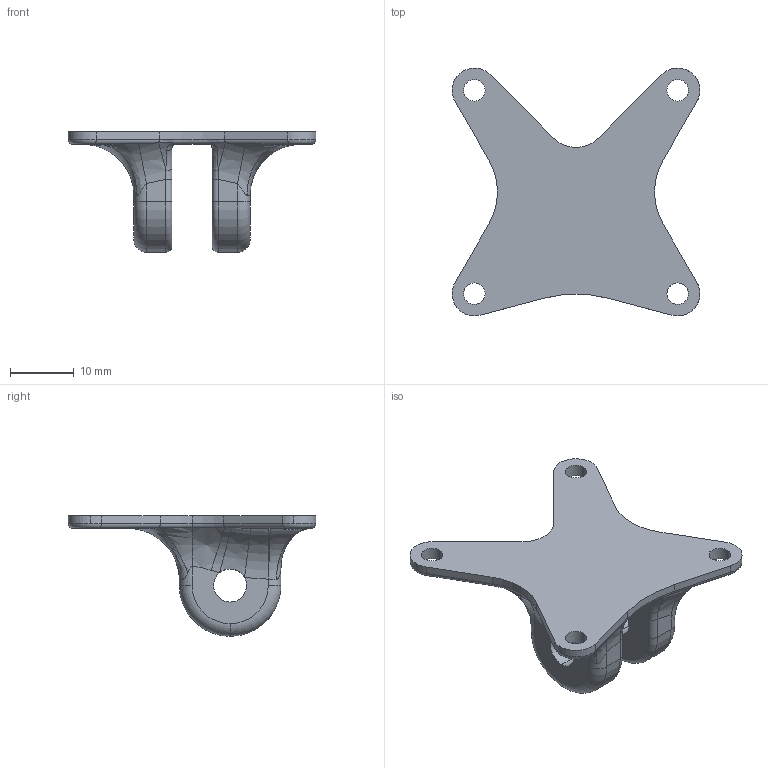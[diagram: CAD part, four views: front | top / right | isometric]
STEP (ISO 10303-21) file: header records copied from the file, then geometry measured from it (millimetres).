
FILE_DESCRIPTION (( 'STEP AP203' ), '1' );
FILE_NAME ('indicator_mount_plunger_typ.STEP', '2019-07-10T14:57:35', ( '' ), ( '' ), 'SwSTEP 2.0', 'SolidWorks 2018', '' );
FILE_SCHEMA (( 'CONFIG_CONTROL_DESIGN' ));
Length unit declared in the file: millimetre
Products named in the file (1): indicator_mount_plunger_typ
Bounding box: 39 x 38.99 x 19 mm (x, y, z)
Volume: 5087.4 mm3; surface area: 3493.5 mm2
Topology: 1 solids, 1 shells, 130 faces, 326 edges, 192 vertices
Faces by surface type: cylinder 47, bspline 40, plane 22, torus 21
Entity records: 6356 total; most frequent: CARTESIAN_POINT 3423, ORIENTED_EDGE 648, DIRECTION 561, EDGE_CURVE 324, AXIS2_PLACEMENT_3D 238, VERTEX_POINT 192, CIRCLE 147, EDGE_LOOP 138
